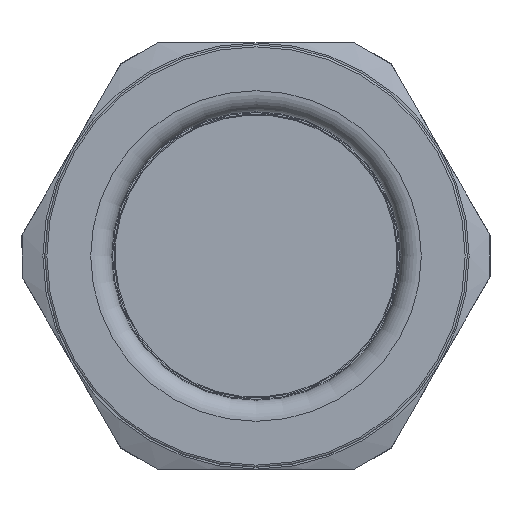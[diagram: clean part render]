
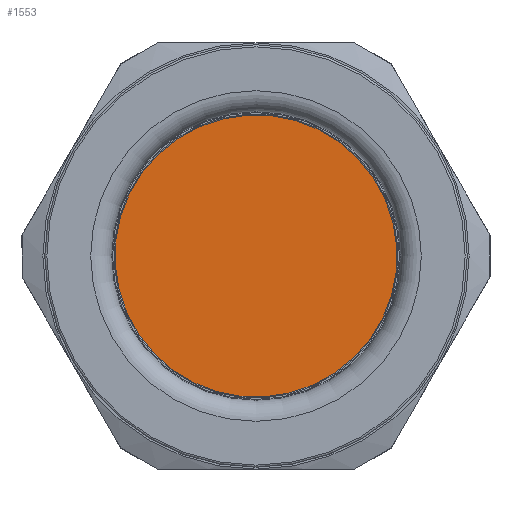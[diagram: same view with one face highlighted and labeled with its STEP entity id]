
A CAD part, left-side view. The second image highlights one B-rep face of the part: STEP entity #1553.
In plain terms, the highlighted planar face has unit normal (-1, 0, 0).
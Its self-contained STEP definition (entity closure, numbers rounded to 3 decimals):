
#215=PLANE('',#1806);
#425=FACE_OUTER_BOUND('',#585,.T.);
#585=EDGE_LOOP('',(#1410));
#655=CIRCLE('',#1782,13.565);
#796=VERTEX_POINT('',#7558);
#997=EDGE_CURVE('',#796,#796,#655,.T.);
#1410=ORIENTED_EDGE('',*,*,#997,.F.);
#1553=ADVANCED_FACE('',(#425),#215,.T.);
#1782=AXIS2_PLACEMENT_3D('',#7559,#2167,#2168);
#1806=AXIS2_PLACEMENT_3D('',#7594,#2215,#2216);
#2167=DIRECTION('center_axis',(1.,0.,0.));
#2168=DIRECTION('ref_axis',(0.,0.,-1.));
#2215=DIRECTION('center_axis',(-1.,0.,0.));
#2216=DIRECTION('ref_axis',(0.,0.,1.));
#7558=CARTESIAN_POINT('',(-0.034,13.565,0.));
#7559=CARTESIAN_POINT('Origin',(-0.034,0.,0.));
#7594=CARTESIAN_POINT('Origin',(-0.034,13.565,0.));
